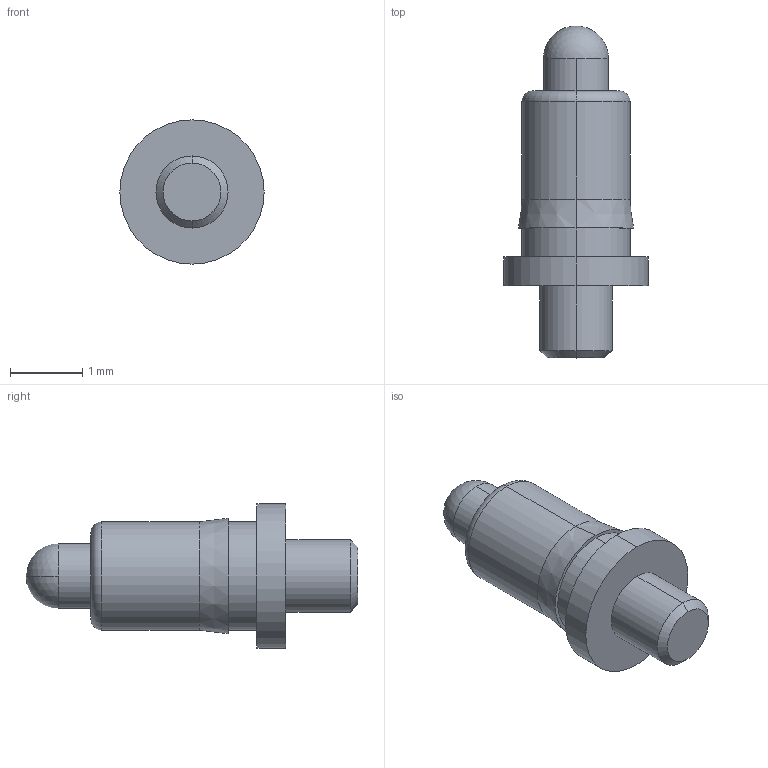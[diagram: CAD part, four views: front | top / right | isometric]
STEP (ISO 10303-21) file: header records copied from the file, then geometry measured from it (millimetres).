
FILE_DESCRIPTION (( 'STEP AP214' ), '1' );
FILE_NAME ('P70-2000045.STEP', '2020-04-30T06:56:11', ( '' ), ( '' ), 'SwSTEP 2.0', 'SolidWorks 2020', '' );
FILE_SCHEMA (( 'AUTOMOTIVE_DESIGN' ));
Length unit declared in the file: millimetre
Products named in the file (1): P70-2000045
Bounding box: 2 x 4.6 x 2 mm (x, y, z)
Volume: 6.6 mm3; surface area: 24.5 mm2
Topology: 1 solids, 1 shells, 23 faces, 48 edges, 29 vertices
Faces by surface type: cylinder 10, plane 5, cone 4, torus 2, sphere 2
Entity records: 899 total; most frequent: DIRECTION 126, CARTESIAN_POINT 99, ORIENTED_EDGE 92, AXIS2_PLACEMENT_3D 56, EDGE_CURVE 46, CIRCLE 32, VERTEX_POINT 29, EDGE_LOOP 27
